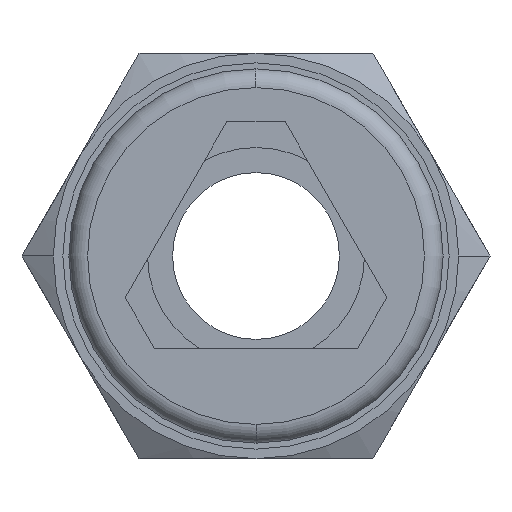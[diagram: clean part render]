
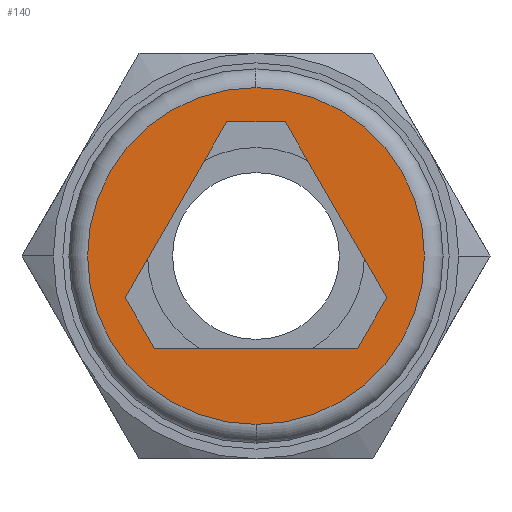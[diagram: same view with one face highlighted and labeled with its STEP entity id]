
A CAD part, front view. The second image highlights one B-rep face of the part: STEP entity #140.
In plain terms, the highlighted planar face has unit normal (0, -1, 0).
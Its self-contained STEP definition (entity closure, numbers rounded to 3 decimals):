
#140=ADVANCED_FACE('',(#314,#315),#316,.T.);
#314=FACE_BOUND('',#521,.T.);
#315=FACE_OUTER_BOUND('',#522,.T.);
#316=PLANE('',#523);
#521=EDGE_LOOP('',(#864,#865,#866,#867,#868,#869));
#522=EDGE_LOOP('',(#870,#871,#872));
#523=AXIS2_PLACEMENT_3D('',#873,#874,#875);
#864=ORIENTED_EDGE('',*,*,#1160,.T.);
#865=ORIENTED_EDGE('',*,*,#1276,.T.);
#866=ORIENTED_EDGE('',*,*,#1185,.T.);
#867=ORIENTED_EDGE('',*,*,#1277,.T.);
#868=ORIENTED_EDGE('',*,*,#1278,.T.);
#869=ORIENTED_EDGE('',*,*,#1279,.T.);
#870=ORIENTED_EDGE('',*,*,#1225,.F.);
#871=ORIENTED_EDGE('',*,*,#1224,.F.);
#872=ORIENTED_EDGE('',*,*,#1280,.F.);
#873=CARTESIAN_POINT('',(3.533,0.0,0.0));
#874=DIRECTION('',(-0.0,-1.0,-0.0));
#875=DIRECTION('',(-1.0,0.0,0.0));
#1160=EDGE_CURVE('',#1364,#1362,#1365,.T.);
#1185=EDGE_CURVE('',#1409,#1407,#1410,.T.);
#1224=EDGE_CURVE('',#1471,#1473,#1474,.T.);
#1225=EDGE_CURVE('',#1473,#1475,#1476,.T.);
#1276=EDGE_CURVE('',#1362,#1409,#1551,.T.);
#1277=EDGE_CURVE('',#1407,#1552,#1553,.T.);
#1278=EDGE_CURVE('',#1552,#1554,#1555,.T.);
#1279=EDGE_CURVE('',#1554,#1364,#1556,.T.);
#1280=EDGE_CURVE('',#1475,#1471,#1557,.T.);
#1362=VERTEX_POINT('',#1649);
#1364=VERTEX_POINT('',#1652);
#1365=LINE('',#1653,#1654);
#1407=VERTEX_POINT('',#1749);
#1409=VERTEX_POINT('',#1752);
#1410=LINE('',#1753,#1754);
#1471=VERTEX_POINT('',#1848);
#1473=VERTEX_POINT('',#1850);
#1474=CIRCLE('',#1851,7.065);
#1475=VERTEX_POINT('',#1852);
#1476=CIRCLE('',#1853,7.065);
#1551=LINE('',#1976,#1977);
#1552=VERTEX_POINT('',#1978);
#1553=LINE('',#1979,#1980);
#1554=VERTEX_POINT('',#1981);
#1555=LINE('',#1982,#1983);
#1556=LINE('',#1984,#1985);
#1557=CIRCLE('',#1986,7.065);
#1649=CARTESIAN_POINT('',(-5.485,0.0,-1.75));
#1652=CARTESIAN_POINT('',(-4.258,0.0,-3.875));
#1653=CARTESIAN_POINT('',(-4.43,0.0,-3.577));
#1654=VECTOR('',#2117,1.0);
#1749=CARTESIAN_POINT('',(1.226,0.0,5.625));
#1752=CARTESIAN_POINT('',(-1.226,0.0,5.625));
#1753=CARTESIAN_POINT('',(1.766,0.0,5.625));
#1754=VECTOR('',#2143,1.0);
#1848=CARTESIAN_POINT('',(0.,0.0,7.065));
#1850=CARTESIAN_POINT('',(7.065,0.0,0.0));
#1851=AXIS2_PLACEMENT_3D('',#2206,#2207,#2208);
#1852=CARTESIAN_POINT('',(0.,0.0,-7.065));
#1853=AXIS2_PLACEMENT_3D('',#2209,#2210,#2211);
#1976=CARTESIAN_POINT('',(-2.914,0.0,2.702));
#1977=VECTOR('',#2284,1.0);
#1978=CARTESIAN_POINT('',(5.485,0.0,-1.75));
#1979=CARTESIAN_POINT('',(3.797,0.0,1.173));
#1980=VECTOR('',#2285,1.0);
#1981=CARTESIAN_POINT('',(4.258,0.0,-3.875));
#1982=CARTESIAN_POINT('',(5.313,0.0,-2.048));
#1983=VECTOR('',#2286,1.0);
#1984=CARTESIAN_POINT('',(1.766,0.0,-3.875));
#1985=VECTOR('',#2287,1.0);
#1986=AXIS2_PLACEMENT_3D('',#2288,#2289,#2290);
#2117=DIRECTION('',(-0.5,0.0,0.866));
#2143=DIRECTION('',(1.0,0.0,0.0));
#2206=CARTESIAN_POINT('',(0.0,0.0,0.0));
#2207=DIRECTION('',(-0.0,1.0,0.0));
#2208=DIRECTION('',(1.0,0.0,0.0));
#2209=CARTESIAN_POINT('',(0.0,0.0,0.0));
#2210=DIRECTION('',(-0.0,1.0,0.0));
#2211=DIRECTION('',(1.0,0.0,0.0));
#2284=DIRECTION('',(0.5,-0.0,0.866));
#2285=DIRECTION('',(0.5,0.0,-0.866));
#2286=DIRECTION('',(-0.5,0.0,-0.866));
#2287=DIRECTION('',(-1.0,0.0,-0.0));
#2288=CARTESIAN_POINT('',(0.0,0.0,0.0));
#2289=DIRECTION('',(-0.0,1.0,0.0));
#2290=DIRECTION('',(1.0,0.0,0.0));
